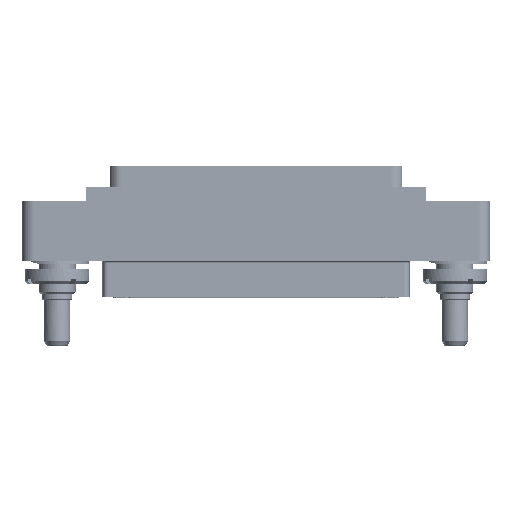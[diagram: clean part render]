
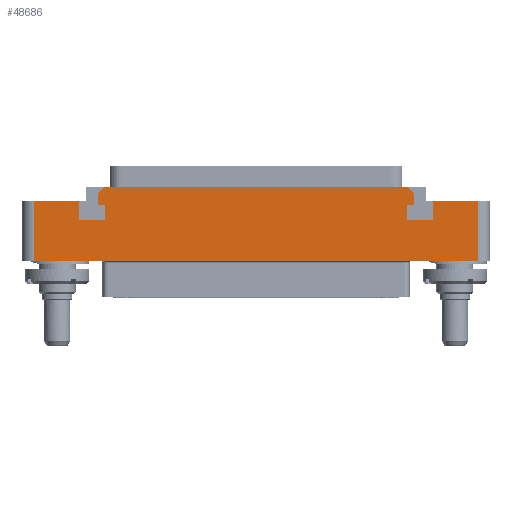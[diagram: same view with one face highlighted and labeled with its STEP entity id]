
A CAD part, top view. The second image highlights one B-rep face of the part: STEP entity #48686.
In plain terms, the highlighted planar face has unit normal (0, 0, 1).
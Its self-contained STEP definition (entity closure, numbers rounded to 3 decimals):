
#3671=DIRECTION('',(0.,-1.,0.));
#3672=VECTOR('',#3671,10.25);
#3673=CARTESIAN_POINT('',(-38.,10.25,7.));
#3674=LINE('',#3673,#3672);
#3689=DIRECTION('',(-1.,0.,0.));
#3690=VECTOR('',#3689,76.);
#3691=CARTESIAN_POINT('',(38.,0.,7.));
#3692=LINE('',#3691,#3690);
#3693=DIRECTION('',(1.,0.,0.));
#3694=VECTOR('',#3693,7.8);
#3695=CARTESIAN_POINT('',(-38.,10.25,7.));
#3696=LINE('',#3695,#3694);
#3697=DIRECTION('',(0.,-1.,0.));
#3698=VECTOR('',#3697,3.2);
#3699=CARTESIAN_POINT('',(-30.2,10.25,7.));
#3700=LINE('',#3699,#3698);
#3701=DIRECTION('',(1.,0.,0.));
#3702=VECTOR('',#3701,4.4);
#3703=CARTESIAN_POINT('',(-30.2,7.05,7.));
#3704=LINE('',#3703,#3702);
#3705=DIRECTION('',(0.,1.,0.));
#3706=VECTOR('',#3705,2.6);
#3707=CARTESIAN_POINT('',(-25.8,7.05,7.));
#3708=LINE('',#3707,#3706);
#3709=DIRECTION('',(-1.,0.,0.));
#3710=VECTOR('',#3709,1.2);
#3711=CARTESIAN_POINT('',(-25.8,9.65,7.));
#3712=LINE('',#3711,#3710);
#3713=DIRECTION('',(0.,-1.,0.));
#3714=VECTOR('',#3713,1.9);
#3715=CARTESIAN_POINT('',(-27.,11.55,7.));
#3716=LINE('',#3715,#3714);
#3717=DIRECTION('',(1.,0.,0.));
#3718=VECTOR('',#3717,51.6);
#3719=CARTESIAN_POINT('',(-25.8,12.75,7.));
#3720=LINE('',#3719,#3718);
#3721=DIRECTION('',(0.,-1.,0.));
#3722=VECTOR('',#3721,1.9);
#3723=CARTESIAN_POINT('',(27.,11.55,7.));
#3724=LINE('',#3723,#3722);
#3725=DIRECTION('',(-1.,0.,0.));
#3726=VECTOR('',#3725,1.2);
#3727=CARTESIAN_POINT('',(27.,9.65,7.));
#3728=LINE('',#3727,#3726);
#3729=DIRECTION('',(0.,-1.,0.));
#3730=VECTOR('',#3729,2.6);
#3731=CARTESIAN_POINT('',(25.8,9.65,7.));
#3732=LINE('',#3731,#3730);
#3733=DIRECTION('',(1.,0.,0.));
#3734=VECTOR('',#3733,4.4);
#3735=CARTESIAN_POINT('',(25.8,7.05,7.));
#3736=LINE('',#3735,#3734);
#3737=DIRECTION('',(0.,1.,0.));
#3738=VECTOR('',#3737,3.2);
#3739=CARTESIAN_POINT('',(30.2,7.05,7.));
#3740=LINE('',#3739,#3738);
#3741=DIRECTION('',(1.,0.,0.));
#3742=VECTOR('',#3741,7.8);
#3743=CARTESIAN_POINT('',(30.2,10.25,7.));
#3744=LINE('',#3743,#3742);
#3745=DIRECTION('',(0.,1.,0.));
#3746=VECTOR('',#3745,10.25);
#3747=CARTESIAN_POINT('',(38.,0.,7.));
#3748=LINE('',#3747,#3746);
#4035=DIRECTION('',(0.707,-0.707,0.));
#4036=VECTOR('',#4035,1.697);
#4037=CARTESIAN_POINT('',(25.8,12.75,7.));
#4038=LINE('',#4037,#4036);
#4059=DIRECTION('',(-0.707,-0.707,0.));
#4060=VECTOR('',#4059,1.697);
#4061=CARTESIAN_POINT('',(-25.8,12.75,7.));
#4062=LINE('',#4061,#4060);
#37028=CARTESIAN_POINT('',(-30.2,10.25,7.));
#37029=CARTESIAN_POINT('',(-30.2,7.05,7.));
#37030=VERTEX_POINT('',#37028);
#37031=VERTEX_POINT('',#37029);
#37032=CARTESIAN_POINT('',(-25.8,7.05,7.));
#37033=VERTEX_POINT('',#37032);
#37034=CARTESIAN_POINT('',(-25.8,9.65,7.));
#37035=VERTEX_POINT('',#37034);
#37036=CARTESIAN_POINT('',(-27.,9.65,7.));
#37037=VERTEX_POINT('',#37036);
#37038=CARTESIAN_POINT('',(27.,9.65,7.));
#37039=CARTESIAN_POINT('',(25.8,9.65,7.));
#37040=VERTEX_POINT('',#37038);
#37041=VERTEX_POINT('',#37039);
#37042=CARTESIAN_POINT('',(25.8,7.05,7.));
#37043=VERTEX_POINT('',#37042);
#37044=CARTESIAN_POINT('',(30.2,7.05,7.));
#37045=VERTEX_POINT('',#37044);
#37046=CARTESIAN_POINT('',(30.2,10.25,7.));
#37047=VERTEX_POINT('',#37046);
#37052=CARTESIAN_POINT('',(-25.8,12.75,7.));
#37054=VERTEX_POINT('',#37052);
#37056=CARTESIAN_POINT('',(-27.,11.55,7.));
#37058=VERTEX_POINT('',#37056);
#37060=CARTESIAN_POINT('',(25.8,12.75,7.));
#37062=VERTEX_POINT('',#37060);
#37064=CARTESIAN_POINT('',(27.,11.55,7.));
#37066=VERTEX_POINT('',#37064);
#37156=CARTESIAN_POINT('',(38.,0.,7.));
#37157=CARTESIAN_POINT('',(38.,10.25,7.));
#37158=VERTEX_POINT('',#37156);
#37159=VERTEX_POINT('',#37157);
#37164=CARTESIAN_POINT('',(-38.,10.25,7.));
#37165=CARTESIAN_POINT('',(-38.,0.,7.));
#37166=VERTEX_POINT('',#37164);
#37167=VERTEX_POINT('',#37165);
#48646=CARTESIAN_POINT('',(0.,0.,7.));
#48647=DIRECTION('',(0.,0.,-1.));
#48648=DIRECTION('',(-1.,0.,0.));
#48649=AXIS2_PLACEMENT_3D('',#48646,#48647,#48648);
#48650=PLANE('',#48649);
#48652=ORIENTED_EDGE('',*,*,#48651,.F.);
#48653=ORIENTED_EDGE('',*,*,#46585,.T.);
#48654=ORIENTED_EDGE('',*,*,#48638,.F.);
#48655=ORIENTED_EDGE('',*,*,#48614,.T.);
#48657=ORIENTED_EDGE('',*,*,#48656,.T.);
#48659=ORIENTED_EDGE('',*,*,#48658,.T.);
#48661=ORIENTED_EDGE('',*,*,#48660,.T.);
#48663=ORIENTED_EDGE('',*,*,#48662,.T.);
#48665=ORIENTED_EDGE('',*,*,#48664,.F.);
#48667=ORIENTED_EDGE('',*,*,#48666,.F.);
#48669=ORIENTED_EDGE('',*,*,#48668,.T.);
#48671=ORIENTED_EDGE('',*,*,#48670,.T.);
#48673=ORIENTED_EDGE('',*,*,#48672,.T.);
#48675=ORIENTED_EDGE('',*,*,#48674,.T.);
#48677=ORIENTED_EDGE('',*,*,#48676,.T.);
#48679=ORIENTED_EDGE('',*,*,#48678,.T.);
#48681=ORIENTED_EDGE('',*,*,#48680,.T.);
#48683=ORIENTED_EDGE('',*,*,#48682,.T.);
#48684=EDGE_LOOP('',(#48652,#48653,#48654,#48655,#48657,#48659,#48661,#48663,
#48665,#48667,#48669,#48671,#48673,#48675,#48677,#48679,#48681,#48683));
#48685=FACE_OUTER_BOUND('',#48684,.F.);
#48686=ADVANCED_FACE('',(#48685),#48650,.F.);
#46585=EDGE_CURVE('',#37158,#37167,#3692,.T.);
#48614=EDGE_CURVE('',#37166,#37030,#3696,.T.);
#48638=EDGE_CURVE('',#37166,#37167,#3674,.T.);
#48651=EDGE_CURVE('',#37158,#37159,#3748,.T.);
#48656=EDGE_CURVE('',#37030,#37031,#3700,.T.);
#48658=EDGE_CURVE('',#37031,#37033,#3704,.T.);
#48660=EDGE_CURVE('',#37033,#37035,#3708,.T.);
#48662=EDGE_CURVE('',#37035,#37037,#3712,.T.);
#48664=EDGE_CURVE('',#37058,#37037,#3716,.T.);
#48666=EDGE_CURVE('',#37054,#37058,#4062,.T.);
#48668=EDGE_CURVE('',#37054,#37062,#3720,.T.);
#48670=EDGE_CURVE('',#37062,#37066,#4038,.T.);
#48672=EDGE_CURVE('',#37066,#37040,#3724,.T.);
#48674=EDGE_CURVE('',#37040,#37041,#3728,.T.);
#48676=EDGE_CURVE('',#37041,#37043,#3732,.T.);
#48678=EDGE_CURVE('',#37043,#37045,#3736,.T.);
#48680=EDGE_CURVE('',#37045,#37047,#3740,.T.);
#48682=EDGE_CURVE('',#37047,#37159,#3744,.T.);
